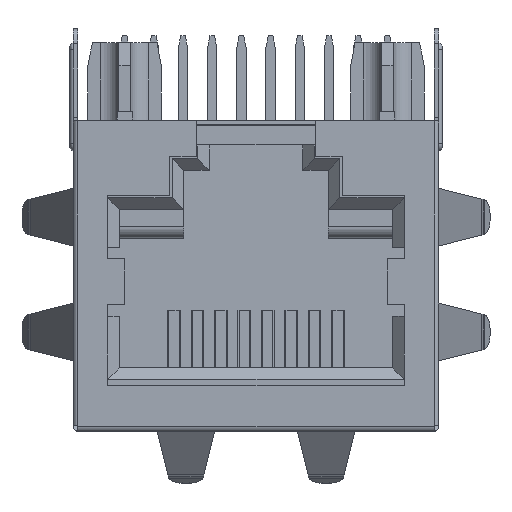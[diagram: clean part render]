
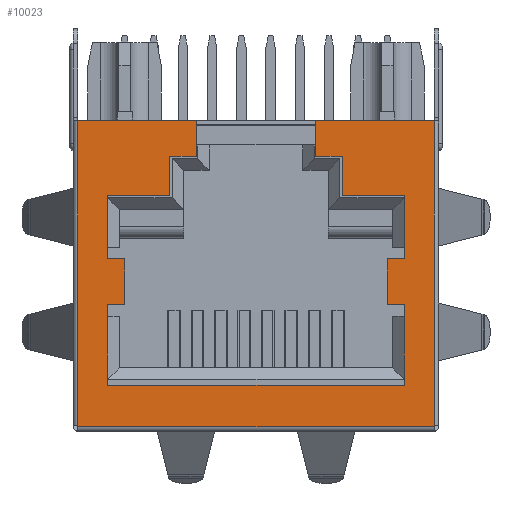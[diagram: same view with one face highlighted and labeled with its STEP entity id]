
A CAD part, left-side view. The second image highlights one B-rep face of the part: STEP entity #10023.
In plain terms, the highlighted planar face has unit normal (-1, 0, 0).
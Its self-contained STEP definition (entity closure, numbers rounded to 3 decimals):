
#1421=DIRECTION('',(0.,0.,-1.));
#1422=VECTOR('',#1421,1.55);
#1423=CARTESIAN_POINT('',(-10.675,5.35,6.75));
#1424=LINE('',#1423,#1422);
#1429=DIRECTION('',(0.,-1.,0.));
#1430=VECTOR('',#1429,1.15);
#1431=CARTESIAN_POINT('',(-10.675,11.7,5.2));
#1432=LINE('',#1431,#1430);
#1433=DIRECTION('',(0.,0.,1.));
#1434=VECTOR('',#1433,1.7);
#1435=CARTESIAN_POINT('',(-10.675,11.7,3.5));
#1436=LINE('',#1435,#1434);
#1437=DIRECTION('',(0.,-1.,0.));
#1438=VECTOR('',#1437,2.7);
#1439=CARTESIAN_POINT('',(-10.675,14.4,3.5));
#1440=LINE('',#1439,#1438);
#1441=DIRECTION('',(0.,0.,-1.));
#1442=VECTOR('',#1441,2.75);
#1443=CARTESIAN_POINT('',(-10.675,14.4,3.5));
#1444=LINE('',#1443,#1442);
#1445=DIRECTION('',(0.,-1.,0.));
#1446=VECTOR('',#1445,0.746);
#1447=CARTESIAN_POINT('',(-10.675,14.4,0.75));
#1448=LINE('',#1447,#1446);
#1449=DIRECTION('',(0.,1.,0.));
#1450=VECTOR('',#1449,0.746);
#1451=CARTESIAN_POINT('',(-10.675,13.654,-1.25));
#1452=LINE('',#1451,#1450);
#1453=DIRECTION('',(0.,0.,-1.));
#1454=VECTOR('',#1453,3.5);
#1455=CARTESIAN_POINT('',(-10.675,14.4,-1.25));
#1456=LINE('',#1455,#1454);
#1457=DIRECTION('',(0.,-1.,0.));
#1458=VECTOR('',#1457,12.9);
#1459=CARTESIAN_POINT('',(-10.675,14.4,-4.75));
#1460=LINE('',#1459,#1458);
#1461=DIRECTION('',(0.,0.,1.));
#1462=VECTOR('',#1461,3.5);
#1463=CARTESIAN_POINT('',(-10.675,1.5,-4.75));
#1464=LINE('',#1463,#1462);
#1465=DIRECTION('',(0.,1.,0.));
#1466=VECTOR('',#1465,0.746);
#1467=CARTESIAN_POINT('',(-10.675,1.5,-1.25));
#1468=LINE('',#1467,#1466);
#1469=DIRECTION('',(0.,-1.,0.));
#1470=VECTOR('',#1469,0.746);
#1471=CARTESIAN_POINT('',(-10.675,2.246,0.75));
#1472=LINE('',#1471,#1470);
#1473=DIRECTION('',(0.,0.,1.));
#1474=VECTOR('',#1473,2.75);
#1475=CARTESIAN_POINT('',(-10.675,1.5,0.75));
#1476=LINE('',#1475,#1474);
#1477=DIRECTION('',(0.,-1.,0.));
#1478=VECTOR('',#1477,2.7);
#1479=CARTESIAN_POINT('',(-10.675,4.2,3.5));
#1480=LINE('',#1479,#1478);
#1481=DIRECTION('',(0.,0.,-1.));
#1482=VECTOR('',#1481,1.7);
#1483=CARTESIAN_POINT('',(-10.675,4.2,5.2));
#1484=LINE('',#1483,#1482);
#1485=DIRECTION('',(0.,-1.,0.));
#1486=VECTOR('',#1485,1.15);
#1487=CARTESIAN_POINT('',(-10.675,5.35,5.2));
#1488=LINE('',#1487,#1486);
#1489=DIRECTION('',(0.,0.,-1.));
#1490=VECTOR('',#1489,13.25);
#1491=CARTESIAN_POINT('',(-10.675,0.2,6.75));
#1492=LINE('',#1491,#1490);
#1493=DIRECTION('',(0.,0.,1.));
#1494=VECTOR('',#1493,0.05);
#1495=CARTESIAN_POINT('',(-10.675,0.2,-6.55));
#1496=LINE('',#1495,#1494);
#1497=DIRECTION('',(0.,-1.,0.));
#1498=VECTOR('',#1497,15.5);
#1499=CARTESIAN_POINT('',(-10.675,15.7,-6.55));
#1500=LINE('',#1499,#1498);
#1501=DIRECTION('',(0.,0.,1.));
#1502=VECTOR('',#1501,0.05);
#1503=CARTESIAN_POINT('',(-10.675,15.7,-6.55));
#1504=LINE('',#1503,#1502);
#1505=DIRECTION('',(0.,0.,1.));
#1506=VECTOR('',#1505,13.25);
#1507=CARTESIAN_POINT('',(-10.675,15.7,-6.5));
#1508=LINE('',#1507,#1506);
#1517=DIRECTION('',(0.,0.,1.));
#1518=VECTOR('',#1517,1.55);
#1519=CARTESIAN_POINT('',(-10.675,10.55,5.2));
#1520=LINE('',#1519,#1518);
#1623=DIRECTION('',(0.,1.,0.));
#1624=VECTOR('',#1623,5.15);
#1625=CARTESIAN_POINT('',(-10.675,0.2,6.75));
#1626=LINE('',#1625,#1624);
#1639=DIRECTION('',(0.,1.,0.));
#1640=VECTOR('',#1639,5.15);
#1641=CARTESIAN_POINT('',(-10.675,10.55,6.75));
#1642=LINE('',#1641,#1640);
#4061=DIRECTION('',(0.,0.,-1.));
#4062=VECTOR('',#4061,2.);
#4063=CARTESIAN_POINT('',(-10.675,2.246,0.75));
#4064=LINE('',#4063,#4062);
#4125=DIRECTION('',(0.,0.,-1.));
#4126=VECTOR('',#4125,2.);
#4127=CARTESIAN_POINT('',(-10.675,13.654,0.75));
#4128=LINE('',#4127,#4126);
#6595=CARTESIAN_POINT('',(-10.675,14.4,-4.75));
#6596=CARTESIAN_POINT('',(-10.675,1.5,-4.75));
#6597=VERTEX_POINT('',#6595);
#6598=VERTEX_POINT('',#6596);
#6603=CARTESIAN_POINT('',(-10.675,5.35,6.75));
#6604=VERTEX_POINT('',#6603);
#6605=CARTESIAN_POINT('',(-10.675,10.55,6.75));
#6606=VERTEX_POINT('',#6605);
#7023=CARTESIAN_POINT('',(-10.675,2.246,0.75));
#7024=VERTEX_POINT('',#7023);
#7033=CARTESIAN_POINT('',(-10.675,2.246,-1.25));
#7034=VERTEX_POINT('',#7033);
#7036=CARTESIAN_POINT('',(-10.675,1.5,0.75));
#7038=VERTEX_POINT('',#7036);
#7040=CARTESIAN_POINT('',(-10.675,1.5,-1.25));
#7042=VERTEX_POINT('',#7040);
#7051=CARTESIAN_POINT('',(-10.675,13.654,0.75));
#7052=VERTEX_POINT('',#7051);
#7061=CARTESIAN_POINT('',(-10.675,13.654,-1.25));
#7062=VERTEX_POINT('',#7061);
#7067=CARTESIAN_POINT('',(-10.675,14.4,-1.25));
#7068=VERTEX_POINT('',#7067);
#7069=CARTESIAN_POINT('',(-10.675,14.4,0.75));
#7070=VERTEX_POINT('',#7069);
#7682=CARTESIAN_POINT('',(-10.675,15.7,6.75));
#7684=VERTEX_POINT('',#7682);
#7685=CARTESIAN_POINT('',(-10.675,15.7,-6.5));
#7686=VERTEX_POINT('',#7685);
#7689=CARTESIAN_POINT('',(-10.675,0.2,-6.55));
#7691=VERTEX_POINT('',#7689);
#7695=CARTESIAN_POINT('',(-10.675,15.7,-6.55));
#7696=VERTEX_POINT('',#7695);
#7698=CARTESIAN_POINT('',(-10.675,0.2,-6.5));
#7700=VERTEX_POINT('',#7698);
#7701=CARTESIAN_POINT('',(-10.675,0.2,6.75));
#7702=VERTEX_POINT('',#7701);
#8121=CARTESIAN_POINT('',(-10.675,5.35,5.2));
#8122=CARTESIAN_POINT('',(-10.675,4.2,5.2));
#8123=VERTEX_POINT('',#8121);
#8124=VERTEX_POINT('',#8122);
#8125=CARTESIAN_POINT('',(-10.675,4.2,3.5));
#8126=VERTEX_POINT('',#8125);
#8127=CARTESIAN_POINT('',(-10.675,11.7,3.5));
#8128=CARTESIAN_POINT('',(-10.675,11.7,5.2));
#8129=VERTEX_POINT('',#8127);
#8130=VERTEX_POINT('',#8128);
#8131=CARTESIAN_POINT('',(-10.675,10.55,5.2));
#8132=VERTEX_POINT('',#8131);
#8149=CARTESIAN_POINT('',(-10.675,1.5,3.5));
#8150=VERTEX_POINT('',#8149);
#8151=CARTESIAN_POINT('',(-10.675,14.4,3.5));
#8152=VERTEX_POINT('',#8151);
#9966=CARTESIAN_POINT('',(-10.675,0.,-6.75));
#9967=DIRECTION('',(-1.,0.,0.));
#9968=DIRECTION('',(0.,0.,1.));
#9969=AXIS2_PLACEMENT_3D('',#9966,#9967,#9968);
#9970=PLANE('',#9969);
#9972=ORIENTED_EDGE('',*,*,#9971,.F.);
#9974=ORIENTED_EDGE('',*,*,#9973,.F.);
#9976=ORIENTED_EDGE('',*,*,#9975,.F.);
#9978=ORIENTED_EDGE('',*,*,#9977,.F.);
#9980=ORIENTED_EDGE('',*,*,#9979,.T.);
#9982=ORIENTED_EDGE('',*,*,#9981,.T.);
#9984=ORIENTED_EDGE('',*,*,#9983,.T.);
#9986=ORIENTED_EDGE('',*,*,#9985,.T.);
#9988=ORIENTED_EDGE('',*,*,#9987,.T.);
#9990=ORIENTED_EDGE('',*,*,#9989,.T.);
#9992=ORIENTED_EDGE('',*,*,#9991,.T.);
#9994=ORIENTED_EDGE('',*,*,#9993,.T.);
#9996=ORIENTED_EDGE('',*,*,#9995,.F.);
#9998=ORIENTED_EDGE('',*,*,#9997,.T.);
#10000=ORIENTED_EDGE('',*,*,#9999,.T.);
#10002=ORIENTED_EDGE('',*,*,#10001,.F.);
#10004=ORIENTED_EDGE('',*,*,#10003,.F.);
#10006=ORIENTED_EDGE('',*,*,#10005,.F.);
#10007=ORIENTED_EDGE('',*,*,#9952,.F.);
#10009=ORIENTED_EDGE('',*,*,#10008,.F.);
#10011=ORIENTED_EDGE('',*,*,#10010,.T.);
#10012=ORIENTED_EDGE('',*,*,#8492,.F.);
#10014=ORIENTED_EDGE('',*,*,#10013,.F.);
#10016=ORIENTED_EDGE('',*,*,#10015,.T.);
#10018=ORIENTED_EDGE('',*,*,#10017,.T.);
#10020=ORIENTED_EDGE('',*,*,#10019,.F.);
#10021=EDGE_LOOP('',(#9972,#9974,#9976,#9978,#9980,#9982,#9984,#9986,#9988,
#9990,#9992,#9994,#9996,#9998,#10000,#10002,#10004,#10006,#10007,#10009,#10011,
#10012,#10014,#10016,#10018,#10020));
#10022=FACE_OUTER_BOUND('',#10021,.F.);
#10023=ADVANCED_FACE('',(#10022),#9970,.T.);
#8492=EDGE_CURVE('',#7691,#7700,#1496,.T.);
#9952=EDGE_CURVE('',#6604,#8123,#1424,.T.);
#9971=EDGE_CURVE('',#8132,#6606,#1520,.T.);
#9973=EDGE_CURVE('',#8130,#8132,#1432,.T.);
#9975=EDGE_CURVE('',#8129,#8130,#1436,.T.);
#9977=EDGE_CURVE('',#8152,#8129,#1440,.T.);
#9979=EDGE_CURVE('',#8152,#7070,#1444,.T.);
#9981=EDGE_CURVE('',#7070,#7052,#1448,.T.);
#9983=EDGE_CURVE('',#7052,#7062,#4128,.T.);
#9985=EDGE_CURVE('',#7062,#7068,#1452,.T.);
#9987=EDGE_CURVE('',#7068,#6597,#1456,.T.);
#9989=EDGE_CURVE('',#6597,#6598,#1460,.T.);
#9991=EDGE_CURVE('',#6598,#7042,#1464,.T.);
#9993=EDGE_CURVE('',#7042,#7034,#1468,.T.);
#9995=EDGE_CURVE('',#7024,#7034,#4064,.T.);
#9997=EDGE_CURVE('',#7024,#7038,#1472,.T.);
#9999=EDGE_CURVE('',#7038,#8150,#1476,.T.);
#10001=EDGE_CURVE('',#8126,#8150,#1480,.T.);
#10003=EDGE_CURVE('',#8124,#8126,#1484,.T.);
#10005=EDGE_CURVE('',#8123,#8124,#1488,.T.);
#10008=EDGE_CURVE('',#7702,#6604,#1626,.T.);
#10010=EDGE_CURVE('',#7702,#7700,#1492,.T.);
#10013=EDGE_CURVE('',#7696,#7691,#1500,.T.);
#10015=EDGE_CURVE('',#7696,#7686,#1504,.T.);
#10017=EDGE_CURVE('',#7686,#7684,#1508,.T.);
#10019=EDGE_CURVE('',#6606,#7684,#1642,.T.);
